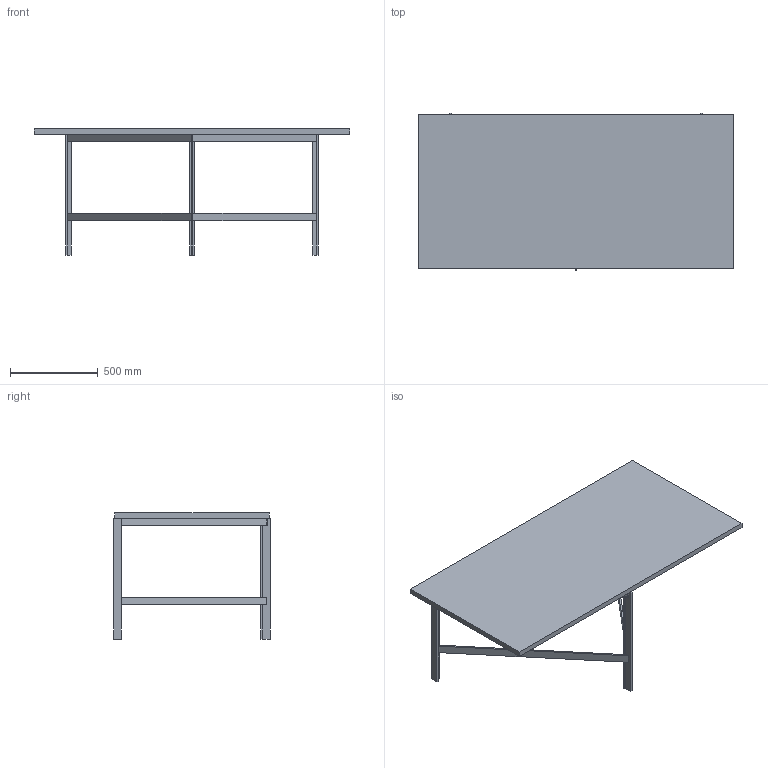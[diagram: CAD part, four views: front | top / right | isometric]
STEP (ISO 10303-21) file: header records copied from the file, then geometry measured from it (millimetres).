
FILE_DESCRIPTION(/* description */ (''),/* implementation_level */ '2;1');
FILE_NAME(/* name */ 'Plank_CB-331_3D',/* time_stamp */ '2024-04-20T17:05:43+02:00',/* author */ (''),/* organization */ (''),/* preprocessor_version */ 'ST-DEVELOPER v16.5',/* originating_system */ 'Rhino 7.34',/* authorisation */ '');
FILE_SCHEMA (('AUTOMOTIVE_DESIGN'));
Length unit declared in the file: centimetre
Products named in the file (2): Document; Plank_CB-331
Assembly tree (1 placements, depth 2):
  Document
    Plank_CB-331
Bounding box: 1800 x 896 x 720 mm (x, y, z)
Surface area: 4455780.5 mm2 (no closed solid volume)
Topology: 0 solids, 82 shells, 82 faces, 380 edges, 380 vertices
Faces by surface type: plane 82
Entity records: 3552 total; most frequent: CARTESIAN_POINT 1248, ORIENTED_EDGE 380, EDGE_CURVE 380, B_SPLINE_CURVE_WITH_KNOTS 380, VERTEX_POINT 380, DIRECTION 90, AXIS2_PLACEMENT_3D 86, PRESENTATION_LAYER_ASSIGNMENT 82
